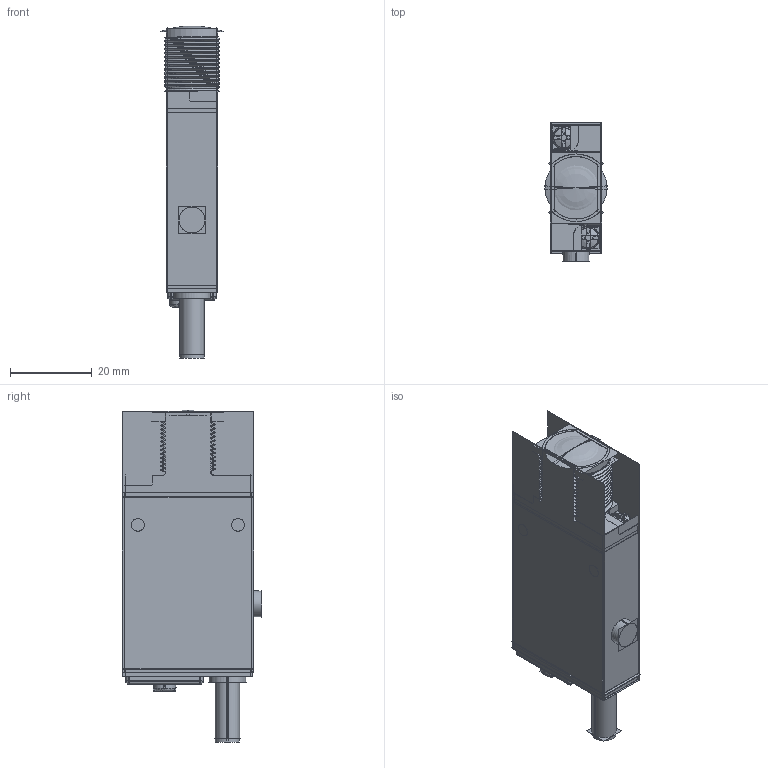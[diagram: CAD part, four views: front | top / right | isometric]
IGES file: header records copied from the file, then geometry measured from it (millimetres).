
Start section:  PTC IGES file: 154471_sm01.igs
Global section: file name: 154471_sm01.igs; native system: Creo Parametric by PTC Inc.; preprocessor: 2022414; author: banengservice; organization: Unknown; date: 20250915.091642; units: millimetre
Bounding box: 15.14 x 33.99 x 80.99 mm (x, y, z)
Volume: 22498.9 mm3; surface area: 33666.5 mm2
Topology: 2 solids, 2 shells, 530 faces, 2712 edges, 3395 vertices
Faces by surface type: bspline 310, revolution 220
